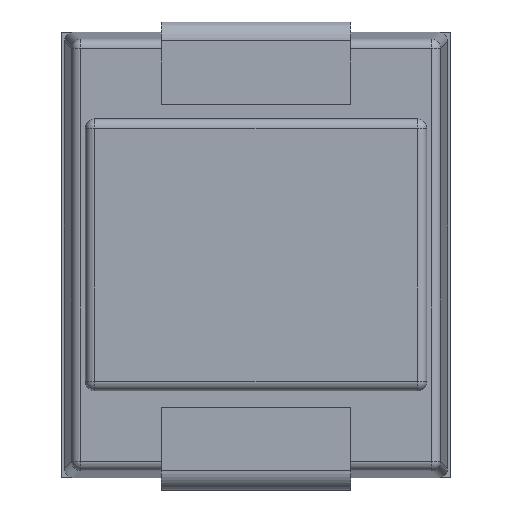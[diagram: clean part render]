
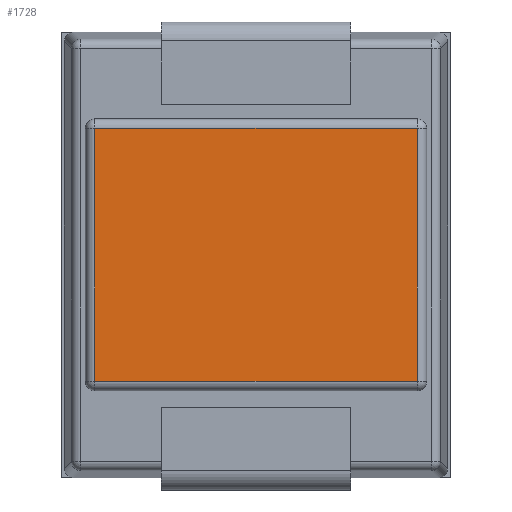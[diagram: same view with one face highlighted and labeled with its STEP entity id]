
A CAD part, top view. The second image highlights one B-rep face of the part: STEP entity #1728.
In plain terms, the highlighted planar face has unit normal (0, 0, 1).
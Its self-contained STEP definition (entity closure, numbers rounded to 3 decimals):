
#154=FACE_OUTER_BOUND('',#253,.T.);
#253=EDGE_LOOP('',(#1224,#1225,#1226,#1227));
#392=LINE('',#2634,#560);
#394=LINE('',#2641,#562);
#399=LINE('',#2659,#567);
#404=LINE('',#2676,#572);
#560=VECTOR('',#2117,10.);
#562=VECTOR('',#2125,10.);
#567=VECTOR('',#2146,10.);
#572=VECTOR('',#2167,10.);
#728=VERTEX_POINT('',#2617);
#733=VERTEX_POINT('',#2633);
#735=VERTEX_POINT('',#2639);
#740=VERTEX_POINT('',#2657);
#899=EDGE_CURVE('',#728,#733,#392,.T.);
#903=EDGE_CURVE('',#735,#728,#394,.T.);
#912=EDGE_CURVE('',#740,#735,#399,.T.);
#921=EDGE_CURVE('',#733,#740,#404,.T.);
#1224=ORIENTED_EDGE('',*,*,#921,.F.);
#1225=ORIENTED_EDGE('',*,*,#899,.F.);
#1226=ORIENTED_EDGE('',*,*,#903,.F.);
#1227=ORIENTED_EDGE('',*,*,#912,.F.);
#1546=PLANE('',#1872);
#1728=ADVANCED_FACE('',(#154),#1546,.T.);
#1872=AXIS2_PLACEMENT_3D('',#2685,#2180,#2181);
#2117=DIRECTION('',(0.,-1.,0.));
#2125=DIRECTION('',(1.,0.,0.));
#2146=DIRECTION('',(0.,1.,0.));
#2167=DIRECTION('',(-1.,0.,0.));
#2180=DIRECTION('center_axis',(0.,0.,
1.));
#2181=DIRECTION('ref_axis',(1.,0.,0.));
#2617=CARTESIAN_POINT('',(2.55,10.175,1.71));
#2633=CARTESIAN_POINT('',(2.55,6.175,1.71));
#2634=CARTESIAN_POINT('',(2.55,9.25,1.71));
#2639=CARTESIAN_POINT('',(-2.55,10.175,1.71));
#2641=CARTESIAN_POINT('',(-1.35,10.175,1.71));
#2657=CARTESIAN_POINT('',(-2.55,6.175,1.71));
#2659=CARTESIAN_POINT('',(-2.55,7.1,1.71));
#2676=CARTESIAN_POINT('',(1.35,6.175,1.71));
#2685=CARTESIAN_POINT('Origin',(0.,8.175,1.71));
